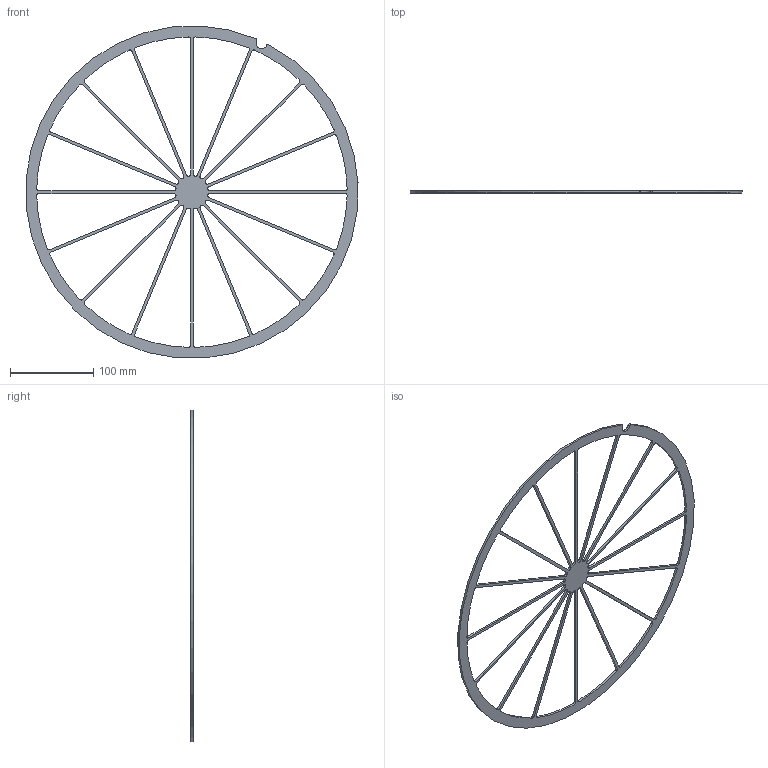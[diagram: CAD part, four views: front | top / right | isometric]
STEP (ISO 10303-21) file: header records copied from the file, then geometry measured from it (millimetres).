
FILE_DESCRIPTION(/* description */ (''),/* implementation_level */ '2;1');
FILE_NAME(/* name */ 'wheel_grip_mk1.stp',/* time_stamp */ '2022-12-09T17:49:00+01:00',/* author */ ('Rik Ubaghs'),/* organization */ (''),/* preprocessor_version */ 'ST-DEVELOPER v18.1',/* originating_system */ 'Autodesk Inventor 2021',/* authorisation */ '');
FILE_SCHEMA (('AUTOMOTIVE_DESIGN { 1 0 10303 214 3 1 1 }'));
Length unit declared in the file: millimetre
Products named in the file (1): wheel_grip_mk1
Bounding box: 399.15 x 2.67 x 399.13 mm (x, y, z)
Volume: 70124.8 mm3; surface area: 73237.5 mm2
Topology: 1 solids, 1 shells, 104 faces, 306 edges, 204 vertices
Faces by surface type: cylinder 68, plane 36
Entity records: 3631 total; most frequent: DIRECTION 652, CARTESIAN_POINT 615, ORIENTED_EDGE 612, EDGE_CURVE 306, AXIS2_PLACEMENT_3D 241, VERTEX_POINT 204, LINE 170, VECTOR 170
